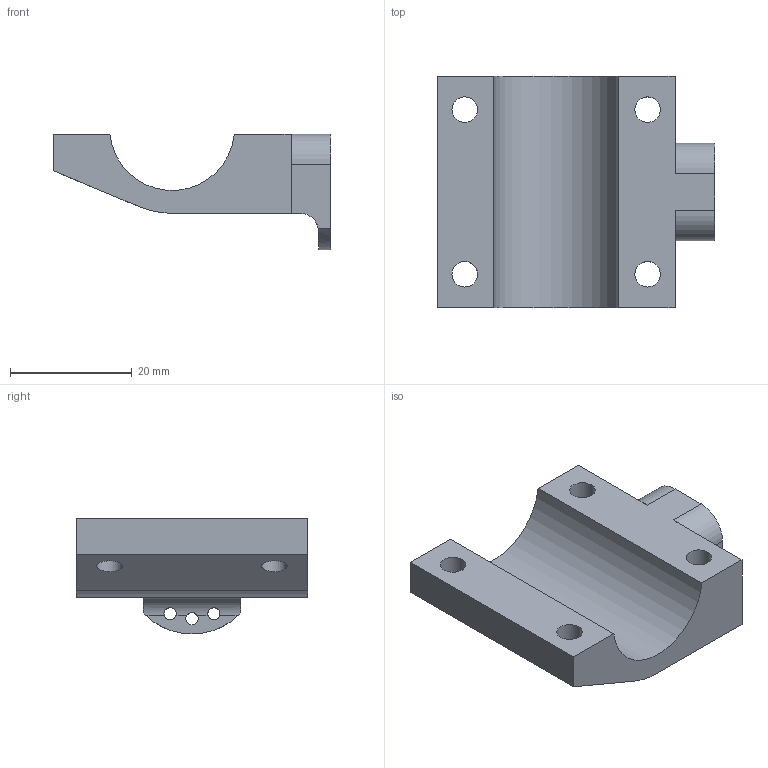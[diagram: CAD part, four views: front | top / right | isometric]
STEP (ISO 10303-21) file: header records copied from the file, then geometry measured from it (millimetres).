
FILE_DESCRIPTION(('FreeCAD Model'),'2;1');
FILE_NAME( 'SPEWTP corps principal.step' ,'2021-09-20T20:28:26',('Author'),(''), 'Open CASCADE STEP processor 7.3','FreeCAD','Unknown');
FILE_SCHEMA(('AUTOMOTIVE_DESIGN { 1 0 10303 214 1 1 1 1 }'));
Length unit declared in the file: millimetre
Products named in the file (1): corps_principale
Bounding box: 45.5 x 38 x 19 mm (x, y, z)
Volume: 11710.1 mm3; surface area: 5961.9 mm2
Topology: 1 solids, 1 shells, 31 faces, 94 edges, 63 vertices
Faces by surface type: cylinder 16, plane 14, cone 1
Full cylindrical faces by diameter (mm): 2 x3, 4.2 x4, 8.5 x1, 12 x1
Entity records: 2723 total; most frequent: CARTESIAN_POINT 840, DIRECTION 345, LINE 190, VECTOR 190, ORIENTED_EDGE 186, PCURVE 186, DEFINITIONAL_REPRESENTATION 186, EDGE_CURVE 93
